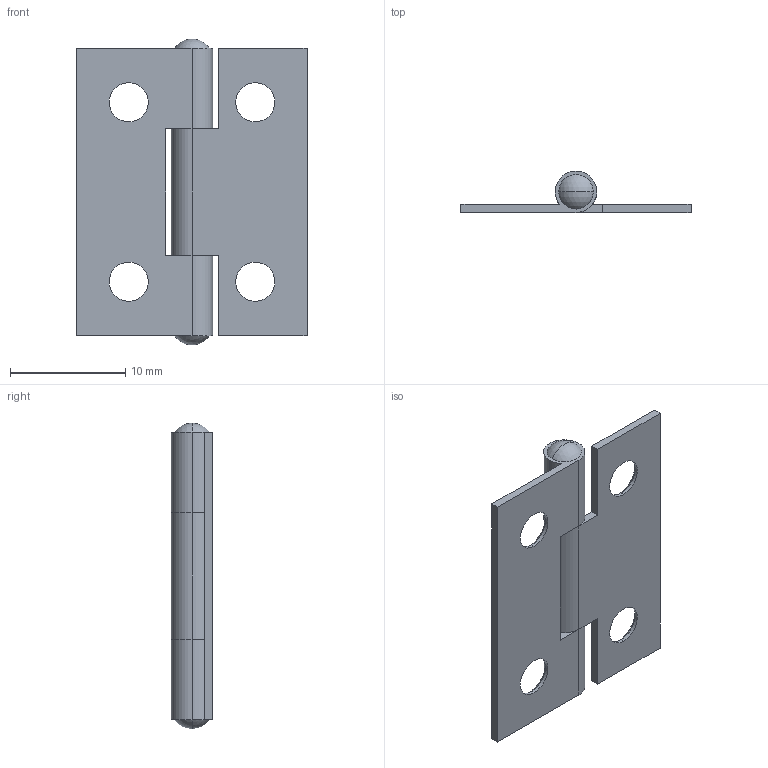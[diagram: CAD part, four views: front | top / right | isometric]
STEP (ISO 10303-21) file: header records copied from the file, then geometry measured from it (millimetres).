
FILE_DESCRIPTION (( 'STEP AP203' ), '1' );
FILE_NAME ('B-1100-1.STEP', '2008-11-26T04:42:25', ( ' ' ), ( ' ' ), 'SwSTEP 2.0', 'SolidWorks 2007', '' );
FILE_SCHEMA (( 'CONFIG_CONTROL_DESIGN' ));
Length unit declared in the file: millimetre
Products named in the file (4): B-1100-1; B-1100-1僸儞僕A__棉太倌; B-1100-1僸儞僕B__棉太倌; B-1100-1僔儍僼僩__棉太倌
Assembly tree (3 placements, depth 2):
  B-1100-1
    B-1100-1僸儞僕B__棉太倌
    B-1100-1僸儞僕A__棉太倌
    B-1100-1僔儍僼僩__棉太倌
Bounding box: 20 x 3.6 x 26.6 mm (x, y, z)
Volume: 507.4 mm3; surface area: 1512.8 mm2
Topology: 3 solids, 3 shells, 56 faces, 138 edges, 90 vertices
Faces by surface type: cylinder 25, plane 19, cone 8, sphere 4
Entity records: 2122 total; most frequent: DIRECTION 328, CARTESIAN_POINT 290, ORIENTED_EDGE 276, EDGE_CURVE 138, AXIS2_PLACEMENT_3D 128, VERTEX_POINT 90, EDGE_LOOP 72, LINE 72
